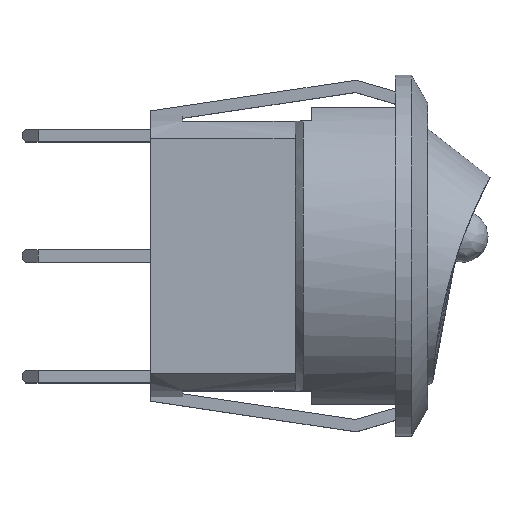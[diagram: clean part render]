
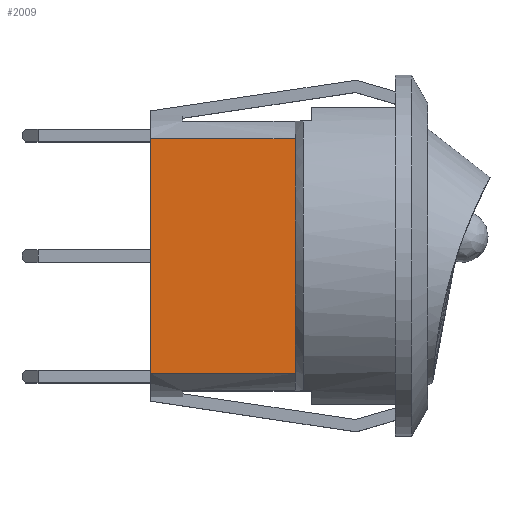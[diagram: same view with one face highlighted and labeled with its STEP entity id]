
A CAD part, top view. The second image highlights one B-rep face of the part: STEP entity #2009.
In plain terms, the highlighted free-form (B-spline) face has degree [1, 1] with [2, 2] control points.
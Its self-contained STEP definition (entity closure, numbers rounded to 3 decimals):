
#1209 = VERTEX_POINT('',#1210);
#1210 = CARTESIAN_POINT('',(8.973,-7.288,
    5.234));
#1216 = EDGE_CURVE('',#1209,#1217,#1219,.T.);
#1217 = VERTEX_POINT('',#1218);
#1218 = CARTESIAN_POINT('',(0.,-7.288,
    5.234));
#1219 = B_SPLINE_CURVE_WITH_KNOTS('',1,(#1220,#1221),.UNSPECIFIED.,.F.,
  .F.,(2,2),(0.,9.),.PIECEWISE_BEZIER_KNOTS.);
#1220 = CARTESIAN_POINT('',(8.973,-7.288,
    5.234));
#1221 = CARTESIAN_POINT('',(0.,-7.288,5.234));
#1488 = VERTEX_POINT('',#1489);
#1489 = CARTESIAN_POINT('',(0.,7.288,
    5.234));
#1495 = EDGE_CURVE('',#1488,#1496,#1498,.T.);
#1496 = VERTEX_POINT('',#1497);
#1497 = CARTESIAN_POINT('',(8.973,7.288,5.234
    ));
#1498 = B_SPLINE_CURVE_WITH_KNOTS('',1,(#1499,#1500),.UNSPECIFIED.,.F.,
  .F.,(2,2),(0.,9.),.PIECEWISE_BEZIER_KNOTS.);
#1499 = CARTESIAN_POINT('',(0.,7.288,
    5.234));
#1500 = CARTESIAN_POINT('',(8.973,7.288,5.234
    ));
#1534 = EDGE_CURVE('',#1217,#1488,#1535,.T.);
#1535 = B_SPLINE_CURVE_WITH_KNOTS('',1,(#1536,#1537),.UNSPECIFIED.,.F.,
  .F.,(2,2),(0.,14.62),
  .PIECEWISE_BEZIER_KNOTS.);
#1536 = CARTESIAN_POINT('',(0.,-7.288,
    5.234));
#1537 = CARTESIAN_POINT('',(0.,7.288,
    5.234));
#1741 = EDGE_CURVE('',#1209,#1496,#1742,.T.);
#1742 = B_SPLINE_CURVE_WITH_KNOTS('',1,(#1743,#1744),.UNSPECIFIED.,.F.,
  .F.,(2,2),(0.,14.62),.PIECEWISE_BEZIER_KNOTS.);
#1743 = CARTESIAN_POINT('',(8.973,-7.288,
    5.234));
#1744 = CARTESIAN_POINT('',(8.973,7.288,5.234
    ));
#2009 = ADVANCED_FACE('',(#2010),#2016,.F.);
#2010 = FACE_BOUND('',#2011,.T.);
#2011 = EDGE_LOOP('',(#2012,#2013,#2014,#2015));
#2012 = ORIENTED_EDGE('',*,*,#1741,.T.);
#2013 = ORIENTED_EDGE('',*,*,#1495,.F.);
#2014 = ORIENTED_EDGE('',*,*,#1534,.F.);
#2015 = ORIENTED_EDGE('',*,*,#1216,.F.);
#2016 = B_SPLINE_SURFACE_WITH_KNOTS('',1,1,(
    (#2017,#2018)
    ,(#2019,#2020
    )),.UNSPECIFIED.,.F.,.F.,.F.,(2,2),(2,2),(0.,
    14.62),(0.,9.),.PIECEWISE_BEZIER_KNOTS.);
#2017 = CARTESIAN_POINT('',(0.,-7.288,
    5.234));
#2018 = CARTESIAN_POINT('',(8.973,-7.288,
    5.234));
#2019 = CARTESIAN_POINT('',(0.,7.288,
    5.234));
#2020 = CARTESIAN_POINT('',(8.973,7.288,5.234
    ));
